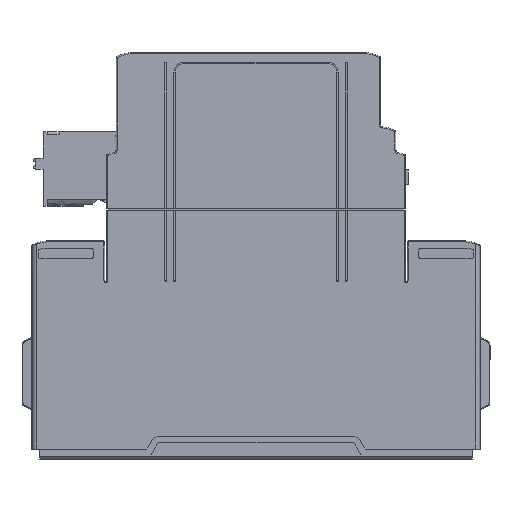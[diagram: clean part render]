
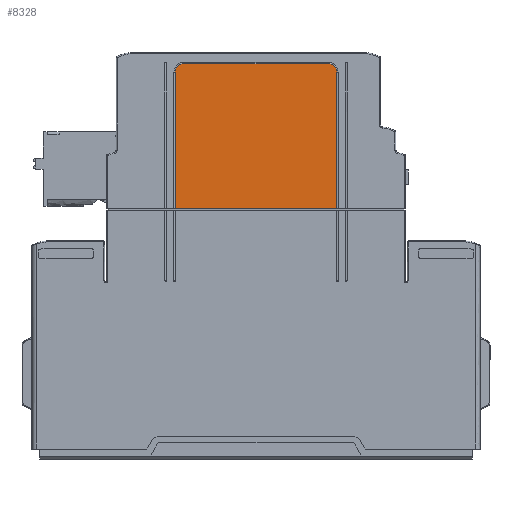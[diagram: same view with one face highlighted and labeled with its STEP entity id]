
A CAD part, left-side view. The second image highlights one B-rep face of the part: STEP entity #8328.
In plain terms, the highlighted planar face has unit normal (-1, 0, 0).
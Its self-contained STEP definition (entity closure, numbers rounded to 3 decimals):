
#8234=CARTESIAN_POINT('',(-8.9,-16.2,77.75));
#8235=VERTEX_POINT('',#8234);
#8236=CARTESIAN_POINT('',(-8.9,-16.2,50.3));
#8237=VERTEX_POINT('',#8236);
#8238=CARTESIAN_POINT('',(-8.9,-16.2,77.75));
#8239=DIRECTION('',(0.,0.,-1.0));
#8240=VECTOR('',#8239,27.45);
#8241=LINE('',#8238,#8240);
#8242=EDGE_CURVE('',#8235,#8237,#8241,.T.);
#8280=CARTESIAN_POINT('',(-8.9,27.392,56.776));
#8281=DIRECTION('',(1.0,0.0,0.0));
#8282=DIRECTION('',(0.0,0.0,-1.0));
#8283=AXIS2_PLACEMENT_3D('',#8280,#8281,#8282);
#8284=PLANE('',#8283);
#8285=CARTESIAN_POINT('',(-8.9,16.2,77.75));
#8286=VERTEX_POINT('',#8285);
#8287=CARTESIAN_POINT('',(-8.9,16.2,50.3));
#8288=VERTEX_POINT('',#8287);
#8289=CARTESIAN_POINT('',(-8.9,16.2,77.75));
#8290=DIRECTION('',(0.,0.,-1.0));
#8291=VECTOR('',#8290,27.45);
#8292=LINE('',#8289,#8291);
#8293=EDGE_CURVE('',#8286,#8288,#8292,.T.);
#8294=ORIENTED_EDGE('',*,*,#8293,.T.);
#8295=CARTESIAN_POINT('',(-8.9,16.2,50.3));
#8296=DIRECTION('',(0.0,-1.0,0.0));
#8297=VECTOR('',#8296,32.4);
#8298=LINE('',#8295,#8297);
#8299=EDGE_CURVE('',#8288,#8237,#8298,.T.);
#8300=ORIENTED_EDGE('',*,*,#8299,.T.);
#8301=ORIENTED_EDGE('',*,*,#8242,.F.);
#8302=CARTESIAN_POINT('',(-8.9,-14.5,79.45));
#8303=VERTEX_POINT('',#8302);
#8304=CARTESIAN_POINT('',(-8.9,-14.5,77.75));
#8305=DIRECTION('',(1.0,0.,0.));
#8306=DIRECTION('',(0.,0.,1.0));
#8307=AXIS2_PLACEMENT_3D('',#8304,#8305,#8306);
#8308=CIRCLE('',#8307,1.7);
#8309=EDGE_CURVE('',#8303,#8235,#8308,.T.);
#8310=ORIENTED_EDGE('',*,*,#8309,.F.);
#8311=CARTESIAN_POINT('',(-8.9,14.5,79.45));
#8312=VERTEX_POINT('',#8311);
#8313=CARTESIAN_POINT('',(-8.9,14.5,79.45));
#8314=DIRECTION('',(0.0,-1.0,0.0));
#8315=VECTOR('',#8314,29.);
#8316=LINE('',#8313,#8315);
#8317=EDGE_CURVE('',#8312,#8303,#8316,.T.);
#8318=ORIENTED_EDGE('',*,*,#8317,.F.);
#8319=CARTESIAN_POINT('',(-8.9,14.5,77.75));
#8320=DIRECTION('',(-1.0,0.,0.));
#8321=DIRECTION('',(0.,0.,1.0));
#8322=AXIS2_PLACEMENT_3D('',#8319,#8320,#8321);
#8323=CIRCLE('',#8322,1.7);
#8324=EDGE_CURVE('',#8312,#8286,#8323,.T.);
#8325=ORIENTED_EDGE('',*,*,#8324,.T.);
#8326=EDGE_LOOP('',(#8294,#8300,#8301,#8310,#8318,#8325));
#8327=FACE_OUTER_BOUND('',#8326,.T.);
#8328=ADVANCED_FACE('',(#8327),#8284,.F.);
